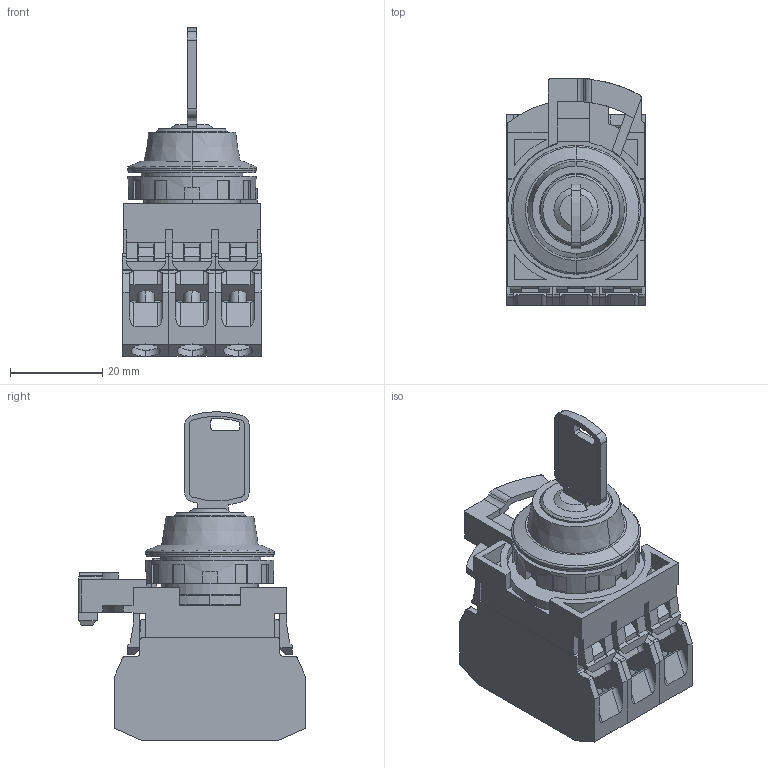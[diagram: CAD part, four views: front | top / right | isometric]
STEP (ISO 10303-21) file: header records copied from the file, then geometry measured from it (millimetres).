
FILE_DESCRIPTION (( 'STEP AP214' ), '1' );
FILE_NAME ('24_CW[1][4]K-$$$Exx-[3H][4H][5H][6H].STEP', '2020-09-23T01:50:54', ( 'IDEC' ), ( 'IDEC' ), 'SwSTEP 2.0', 'SolidWorks 2019', '' );
FILE_SCHEMA (( 'AUTOMOTIVE_DESIGN' ));
Length unit declared in the file: millimetre
Products named in the file (6): CW-HANDLE-K-[3][4][5][6]H; CW-LOCK-NUT; CW-CN; 24_CW[1][4]K-$$$Exx-[3H][4H][5H][6H]; CW-KS-BODY; YW-Exx(R)
Assembly tree (7 placements, depth 2):
  24_CW[1][4]K-$$$Exx-[3H][4H][5H][6H]
    CW-KS-BODY
    CW-HANDLE-K-[3][4][5][6]H
    CW-CN
    YW-Exx(R)  x3
    CW-LOCK-NUT
Bounding box: 30 x 49.2 x 71.4 mm (x, y, z)
Volume: 39351.9 mm3; surface area: 25865.1 mm2
Topology: 7 solids, 7 shells, 1014 faces, 2809 edges, 1826 vertices
Faces by surface type: plane 662, cylinder 281, bspline 38, cone 33
Entity records: 19451 total; most frequent: CARTESIAN_POINT 3825, ORIENTED_EDGE 3250, DIRECTION 3083, EDGE_CURVE 1625, LINE 1179, VECTOR 1179, VERTEX_POINT 1054, AXIS2_PLACEMENT_3D 952
